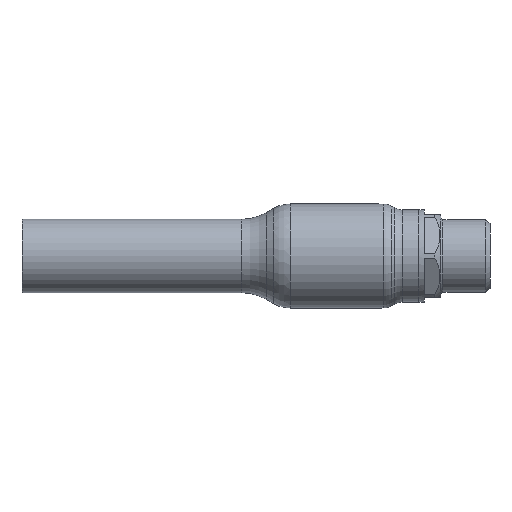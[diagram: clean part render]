
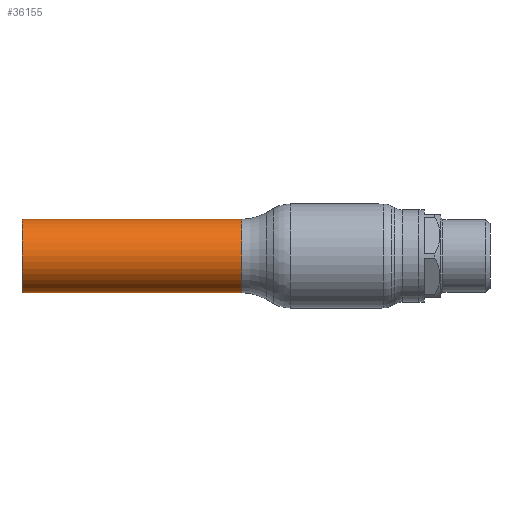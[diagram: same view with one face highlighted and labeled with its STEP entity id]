
A CAD part, front view. The second image highlights one B-rep face of the part: STEP entity #36155.
In plain terms, the highlighted cylindrical face has radius 13.45 mm (diameter 26.9 mm), a partial arc.
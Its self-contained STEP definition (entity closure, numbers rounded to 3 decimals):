
#579 = CARTESIAN_POINT ( 'NONE',  ( -115., 0., 13.45 ) ) ;
#729 = ORIENTED_EDGE ( 'NONE', *, *, #44517, .F. ) ;
#6004 = DIRECTION ( 'NONE',  ( -1., 0., 0. ) ) ;
#7501 = CARTESIAN_POINT ( 'NONE',  ( -62.69, 0., 13.45 ) ) ;
#10959 = VECTOR ( 'NONE', #50074, 1000. ) ;
#16902 = DIRECTION ( 'NONE',  ( -1., 0., 0. ) ) ;
#20697 = EDGE_CURVE ( 'NONE', #59395, #30116, #26086, .T. ) ;
#22295 = VECTOR ( 'NONE', #38054, 1000. ) ;
#23672 = CARTESIAN_POINT ( 'NONE',  ( -115., 0., -13.45 ) ) ;
#25341 = AXIS2_PLACEMENT_3D ( 'NONE', #26148, #6004, #30189 ) ;
#25373 = CARTESIAN_POINT ( 'NONE',  ( -34.686, 0., 13.45 ) ) ;
#26086 = CIRCLE ( 'NONE', #36780, 13.45 ) ;
#26148 = CARTESIAN_POINT ( 'NONE',  ( -62.69, 0., 0. ) ) ;
#28522 = VERTEX_POINT ( 'NONE', #579 ) ;
#29891 = ORIENTED_EDGE ( 'NONE', *, *, #20697, .T. ) ;
#30116 = VERTEX_POINT ( 'NONE', #25373 ) ;
#30189 = DIRECTION ( 'NONE',  ( 0., 0., 1. ) ) ;
#32961 = DIRECTION ( 'NONE',  ( 0., 0., 1. ) ) ;
#34241 = ORIENTED_EDGE ( 'NONE', *, *, #51812, .F. ) ;
#36155 = ADVANCED_FACE ( 'NONE', ( #40282 ), #36227, .T. ) ;
#36227 = CYLINDRICAL_SURFACE ( 'NONE', #25341, 13.45 ) ;
#36780 = AXIS2_PLACEMENT_3D ( 'NONE', #51242, #16902, #32961 ) ;
#37691 = VERTEX_POINT ( 'NONE', #23672 ) ;
#38003 = EDGE_LOOP ( 'NONE', ( #729, #29891, #65175, #34241 ) ) ;
#38054 = DIRECTION ( 'NONE',  ( -1., 0., 0. ) ) ;
#39665 = CARTESIAN_POINT ( 'NONE',  ( -62.69, 0., -13.45 ) ) ;
#40216 = DIRECTION ( 'NONE',  ( 0., 0., 1. ) ) ;
#40282 = FACE_OUTER_BOUND ( 'NONE', #38003, .T. ) ;
#44517 = EDGE_CURVE ( 'NONE', #59395, #37691, #45722, .T. ) ;
#45308 = AXIS2_PLACEMENT_3D ( 'NONE', #55279, #60326, #40216 ) ;
#45722 = LINE ( 'NONE', #39665, #10959 ) ;
#50074 = DIRECTION ( 'NONE',  ( -1., 0., 0. ) ) ;
#51242 = CARTESIAN_POINT ( 'NONE',  ( -34.686, 0., 0. ) ) ;
#51812 = EDGE_CURVE ( 'NONE', #37691, #28522, #59210, .T. ) ;
#53026 = CARTESIAN_POINT ( 'NONE',  ( -34.686, 0., -13.45 ) ) ;
#55279 = CARTESIAN_POINT ( 'NONE',  ( -115., 0., 0. ) ) ;
#59210 = CIRCLE ( 'NONE', #45308, 13.45 ) ;
#59395 = VERTEX_POINT ( 'NONE', #53026 ) ;
#60326 = DIRECTION ( 'NONE',  ( -1., 0., 0. ) ) ;
#62994 = EDGE_CURVE ( 'NONE', #30116, #28522, #63877, .T. ) ;
#63877 = LINE ( 'NONE', #7501, #22295 ) ;
#65175 = ORIENTED_EDGE ( 'NONE', *, *, #62994, .T. ) ;
